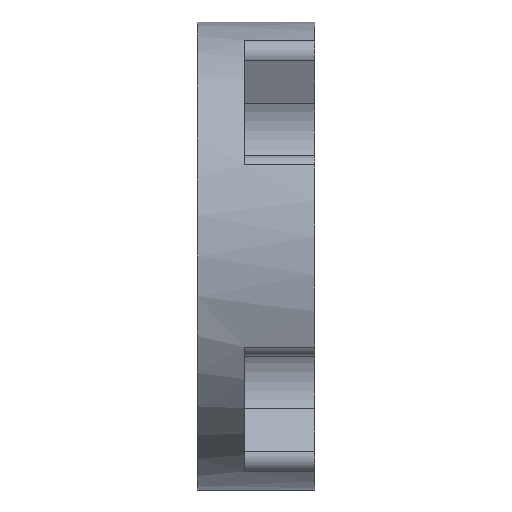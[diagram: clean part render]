
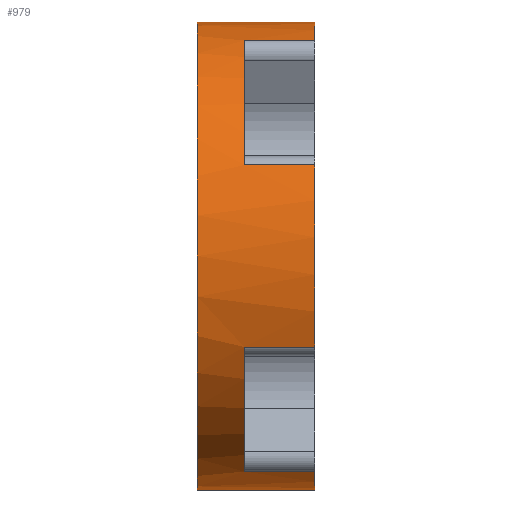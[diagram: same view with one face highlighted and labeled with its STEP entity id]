
A CAD part, left-side view. The second image highlights one B-rep face of the part: STEP entity #979.
In plain terms, the highlighted cylindrical face has radius 12.696 mm (diameter 25.392 mm), a partial arc.
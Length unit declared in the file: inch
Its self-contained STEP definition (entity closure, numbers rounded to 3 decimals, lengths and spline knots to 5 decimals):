
#16 = EDGE_CURVE ( 'NONE', #381, #1230, #3033, .T. ) ;
#52 = ORIENTED_EDGE ( 'NONE', *, *, #2416, .F. ) ;
#61 = VECTOR ( 'NONE', #3089, 39.37008 ) ;
#123 = VERTEX_POINT ( 'NONE', #2579 ) ;
#160 = AXIS2_PLACEMENT_3D ( 'NONE', #907, #2518, #2029 ) ;
#237 = CIRCLE ( 'NONE', #2850, 0.49985 ) ;
#248 = DIRECTION ( 'NONE',  ( 0., 0., 1. ) ) ;
#268 = EDGE_CURVE ( 'NONE', #1952, #1328, #1596, .T. ) ;
#380 = CARTESIAN_POINT ( 'NONE',  ( -0.19446, 0.25, -0.46047 ) ) ;
#381 = VERTEX_POINT ( 'NONE', #2102 ) ;
#393 = DIRECTION ( 'NONE',  ( 0., 1., 0. ) ) ;
#411 = LINE ( 'NONE', #2702, #972 ) ;
#510 = FACE_OUTER_BOUND ( 'NONE', #3164, .T. ) ;
#543 = EDGE_CURVE ( 'NONE', #2440, #1328, #2026, .T. ) ;
#601 = EDGE_CURVE ( 'NONE', #1058, #2440, #411, .T. ) ;
#626 = DIRECTION ( 'NONE',  ( 0., 0., -1. ) ) ;
#646 = VERTEX_POINT ( 'NONE', #3255 ) ;
#655 = DIRECTION ( 'NONE',  ( 0., 1., 0. ) ) ;
#671 = DIRECTION ( 'NONE',  ( 0., 0., 1. ) ) ;
#763 = CIRCLE ( 'NONE', #3217, 0.49985 ) ;
#819 = ORIENTED_EDGE ( 'NONE', *, *, #902, .T. ) ;
#859 = CARTESIAN_POINT ( 'NONE',  ( 0., 0., 0. ) ) ;
#902 = EDGE_CURVE ( 'NONE', #646, #2669, #763, .T. ) ;
#907 = CARTESIAN_POINT ( 'NONE',  ( 0., 0.15, 0. ) ) ;
#915 = CARTESIAN_POINT ( 'NONE',  ( -0.19446, 0., -0.46047 ) ) ;
#941 = CARTESIAN_POINT ( 'NONE',  ( 0., 0.25, -0.49985 ) ) ;
#972 = VECTOR ( 'NONE', #1151, 39.37008 ) ;
#979 = ADVANCED_FACE ( 'NONE', ( #510 ), #1786, .T. ) ;
#986 = CARTESIAN_POINT ( 'NONE',  ( -0.46047, 0.15, 0.19446 ) ) ;
#1045 = ORIENTED_EDGE ( 'NONE', *, *, #1481, .T. ) ;
#1058 = VERTEX_POINT ( 'NONE', #2928 ) ;
#1080 = DIRECTION ( 'NONE',  ( 0., -1., 0. ) ) ;
#1119 = CARTESIAN_POINT ( 'NONE',  ( -0.46047, 0., -0.19446 ) ) ;
#1120 = CARTESIAN_POINT ( 'NONE',  ( 0., 0., 0.49985 ) ) ;
#1123 = DIRECTION ( 'NONE',  ( 0., 0., 1. ) ) ;
#1151 = DIRECTION ( 'NONE',  ( 0., -1., 0. ) ) ;
#1225 = EDGE_CURVE ( 'NONE', #2099, #646, #1991, .T. ) ;
#1226 = AXIS2_PLACEMENT_3D ( 'NONE', #2262, #1080, #626 ) ;
#1230 = VERTEX_POINT ( 'NONE', #1119 ) ;
#1258 = CARTESIAN_POINT ( 'NONE',  ( -0.46047, 0., 0.19446 ) ) ;
#1328 = VERTEX_POINT ( 'NONE', #1120 ) ;
#1335 = EDGE_CURVE ( 'NONE', #1058, #2302, #2261, .T. ) ;
#1373 = EDGE_CURVE ( 'NONE', #381, #123, #2778, .T. ) ;
#1374 = ORIENTED_EDGE ( 'NONE', *, *, #601, .T. ) ;
#1481 = EDGE_CURVE ( 'NONE', #1658, #2302, #3318, .T. ) ;
#1483 = CARTESIAN_POINT ( 'NONE',  ( -0.46047, 0.25, 0.19446 ) ) ;
#1520 = VECTOR ( 'NONE', #2718, 39.37008 ) ;
#1552 = EDGE_CURVE ( 'NONE', #1230, #1658, #237, .T. ) ;
#1596 = LINE ( 'NONE', #3346, #61 ) ;
#1602 = ORIENTED_EDGE ( 'NONE', *, *, #2707, .T. ) ;
#1658 = VERTEX_POINT ( 'NONE', #1258 ) ;
#1678 = ORIENTED_EDGE ( 'NONE', *, *, #1373, .F. ) ;
#1699 = CARTESIAN_POINT ( 'NONE',  ( 0., 0.25, -0.49985 ) ) ;
#1704 = CARTESIAN_POINT ( 'NONE',  ( -0.46047, 0.25, -0.19446 ) ) ;
#1716 = DIRECTION ( 'NONE',  ( 0., -1., 0. ) ) ;
#1733 = CARTESIAN_POINT ( 'NONE',  ( 0., 0.15, 0. ) ) ;
#1755 = ORIENTED_EDGE ( 'NONE', *, *, #543, .T. ) ;
#1769 = CIRCLE ( 'NONE', #2847, 0.49985 ) ;
#1786 = CYLINDRICAL_SURFACE ( 'NONE', #1226, 0.49985 ) ;
#1859 = ORIENTED_EDGE ( 'NONE', *, *, #1225, .T. ) ;
#1895 = DIRECTION ( 'NONE',  ( 0., 1., 0. ) ) ;
#1946 = VECTOR ( 'NONE', #3359, 39.37008 ) ;
#1952 = VERTEX_POINT ( 'NONE', #2426 ) ;
#1982 = DIRECTION ( 'NONE',  ( 0., -1., 0. ) ) ;
#1991 = LINE ( 'NONE', #941, #1520 ) ;
#2021 = CARTESIAN_POINT ( 'NONE',  ( 0., 0., 0. ) ) ;
#2026 = CIRCLE ( 'NONE', #3112, 0.49985 ) ;
#2029 = DIRECTION ( 'NONE',  ( 1., 0., 0. ) ) ;
#2099 = VERTEX_POINT ( 'NONE', #1699 ) ;
#2102 = CARTESIAN_POINT ( 'NONE',  ( -0.46047, 0.15, -0.19446 ) ) ;
#2204 = ORIENTED_EDGE ( 'NONE', *, *, #268, .F. ) ;
#2249 = LINE ( 'NONE', #380, #3017 ) ;
#2261 = CIRCLE ( 'NONE', #3267, 0.49985 ) ;
#2262 = CARTESIAN_POINT ( 'NONE',  ( 0., 0.25, 0. ) ) ;
#2274 = DIRECTION ( 'NONE',  ( 0., 0., 1. ) ) ;
#2302 = VERTEX_POINT ( 'NONE', #986 ) ;
#2353 = VECTOR ( 'NONE', #1982, 39.37008 ) ;
#2405 = ORIENTED_EDGE ( 'NONE', *, *, #1335, .F. ) ;
#2416 = EDGE_CURVE ( 'NONE', #2099, #1952, #1769, .T. ) ;
#2426 = CARTESIAN_POINT ( 'NONE',  ( 0., 0.25, 0.49985 ) ) ;
#2440 = VERTEX_POINT ( 'NONE', #3184 ) ;
#2513 = DIRECTION ( 'NONE',  ( 0., 1., 0. ) ) ;
#2518 = DIRECTION ( 'NONE',  ( 0., -1., 0. ) ) ;
#2553 = ORIENTED_EDGE ( 'NONE', *, *, #16, .T. ) ;
#2579 = CARTESIAN_POINT ( 'NONE',  ( -0.19446, 0.15, -0.46047 ) ) ;
#2669 = VERTEX_POINT ( 'NONE', #915 ) ;
#2691 = DIRECTION ( 'NONE',  ( 0., 1., 0. ) ) ;
#2702 = CARTESIAN_POINT ( 'NONE',  ( -0.19446, 0.25, 0.46047 ) ) ;
#2707 = EDGE_CURVE ( 'NONE', #2669, #123, #2249, .T. ) ;
#2718 = DIRECTION ( 'NONE',  ( 0., -1., 0. ) ) ;
#2778 = CIRCLE ( 'NONE', #160, 0.49985 ) ;
#2847 = AXIS2_PLACEMENT_3D ( 'NONE', #3455, #1895, #248 ) ;
#2850 = AXIS2_PLACEMENT_3D ( 'NONE', #2021, #393, #2274 ) ;
#2928 = CARTESIAN_POINT ( 'NONE',  ( -0.19446, 0.15, 0.46047 ) ) ;
#3017 = VECTOR ( 'NONE', #2513, 39.37008 ) ;
#3033 = LINE ( 'NONE', #1704, #2353 ) ;
#3053 = DIRECTION ( 'NONE',  ( 0., 0., -1. ) ) ;
#3089 = DIRECTION ( 'NONE',  ( 0., -1., 0. ) ) ;
#3112 = AXIS2_PLACEMENT_3D ( 'NONE', #859, #2691, #1123 ) ;
#3164 = EDGE_LOOP ( 'NONE', ( #2204, #52, #1859, #819, #1602, #1678, #2553, #3462, #1045, #2405, #1374, #1755 ) ) ;
#3184 = CARTESIAN_POINT ( 'NONE',  ( -0.19446, 0., 0.46047 ) ) ;
#3204 = CARTESIAN_POINT ( 'NONE',  ( 0., 0., 0. ) ) ;
#3217 = AXIS2_PLACEMENT_3D ( 'NONE', #3204, #655, #671 ) ;
#3255 = CARTESIAN_POINT ( 'NONE',  ( 0., 0., -0.49985 ) ) ;
#3267 = AXIS2_PLACEMENT_3D ( 'NONE', #1733, #1716, #3053 ) ;
#3318 = LINE ( 'NONE', #1483, #1946 ) ;
#3346 = CARTESIAN_POINT ( 'NONE',  ( 0., 0.25, 0.49985 ) ) ;
#3359 = DIRECTION ( 'NONE',  ( 0., 1., 0. ) ) ;
#3455 = CARTESIAN_POINT ( 'NONE',  ( 0., 0.25, 0. ) ) ;
#3462 = ORIENTED_EDGE ( 'NONE', *, *, #1552, .T. ) ;
